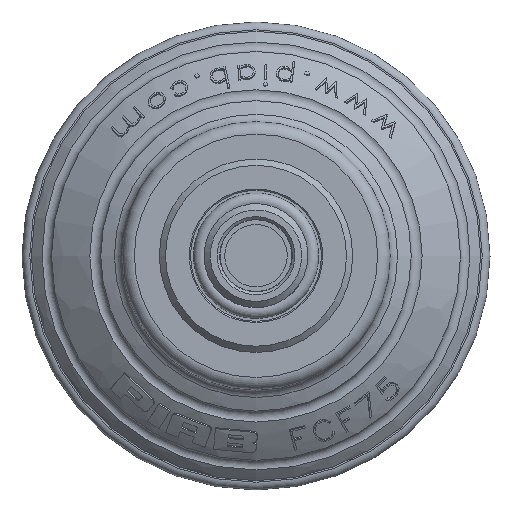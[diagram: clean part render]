
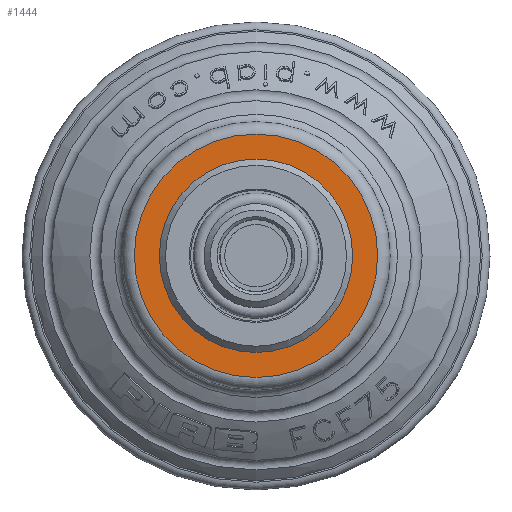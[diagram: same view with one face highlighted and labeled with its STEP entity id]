
A CAD part, top view. The second image highlights one B-rep face of the part: STEP entity #1444.
In plain terms, the highlighted planar face has unit normal (0, 0, 1).
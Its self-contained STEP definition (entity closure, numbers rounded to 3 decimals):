
#1444 = ADVANCED_FACE( '', ( #2978, #2979 ), #2980, .F. );
#2978 = FACE_OUTER_BOUND( '', #5629, .T. );
#2979 = FACE_BOUND( '', #5630, .T. );
#2980 = PLANE( '', #5631 );
#5629 = EDGE_LOOP( '', ( #10349 ) );
#5630 = EDGE_LOOP( '', ( #10350 ) );
#5631 = AXIS2_PLACEMENT_3D( '', #10351, #10352, #10353 );
#10349 = ORIENTED_EDGE( '', *, *, #13700, .T. );
#10350 = ORIENTED_EDGE( '', *, *, #14125, .T. );
#10351 = CARTESIAN_POINT( '', ( 0., -15.5, 0.5 ) );
#10352 = DIRECTION( '', ( 0., 0., -1. ) );
#10353 = DIRECTION( '', ( -1., 0., 0. ) );
#13700 = EDGE_CURVE( '', #19632, #19632, #19633, .F. );
#14125 = EDGE_CURVE( '', #20260, #20260, #20261, .T. );
#19632 = VERTEX_POINT( '', #25180 );
#19633 = CIRCLE( '', #25181, 19.5 );
#20260 = VERTEX_POINT( '', #26589 );
#20261 = CIRCLE( '', #26590, 15.5 );
#25180 = CARTESIAN_POINT( '', ( -19.5, 0., 0.5 ) );
#25181 = AXIS2_PLACEMENT_3D( '', #30480, #30481, #30482 );
#26589 = CARTESIAN_POINT( '', ( -15.5, 0., 0.5 ) );
#26590 = AXIS2_PLACEMENT_3D( '', #30612, #30613, #30614 );
#30480 = CARTESIAN_POINT( '', ( 0., 0., 0.5 ) );
#30481 = DIRECTION( '', ( 0., 0., -1. ) );
#30482 = DIRECTION( '', ( -1., 0., 0. ) );
#30612 = CARTESIAN_POINT( '', ( 0., 0., 0.5 ) );
#30613 = DIRECTION( '', ( 0., 0., -1. ) );
#30614 = DIRECTION( '', ( -1., 0., 0. ) );
